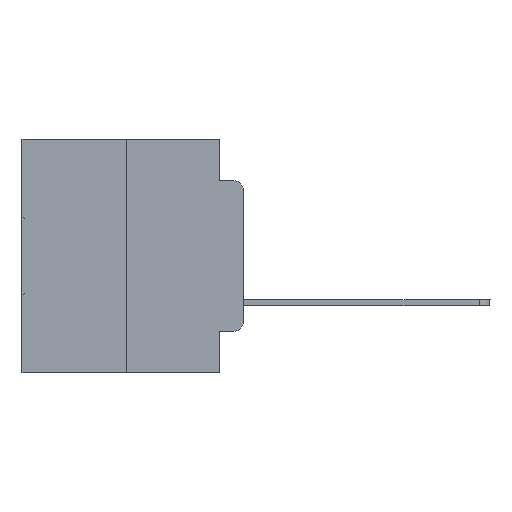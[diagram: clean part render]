
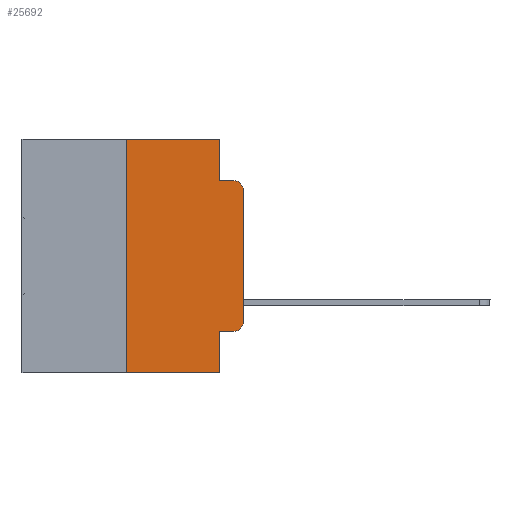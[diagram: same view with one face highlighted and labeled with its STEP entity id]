
A CAD part, left-side view. The second image highlights one B-rep face of the part: STEP entity #25692.
In plain terms, the highlighted planar face has unit normal (-1, 0, 0).
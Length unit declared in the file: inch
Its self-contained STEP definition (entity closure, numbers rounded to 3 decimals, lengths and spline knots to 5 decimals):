
#526 = VECTOR ( 'NONE', #27801, 39.37008 ) ;
#537 = CARTESIAN_POINT ( 'NONE',  ( 0., 0.02, -0.3915 ) ) ;
#961 = DIRECTION ( 'NONE',  ( 0., -1., 0. ) ) ;
#1021 = VERTEX_POINT ( 'NONE', #27718 ) ;
#1231 = CARTESIAN_POINT ( 'NONE',  ( 0., 0.25, 0. ) ) ;
#1272 = DIRECTION ( 'NONE',  ( 0., -1., 0. ) ) ;
#1495 = FACE_OUTER_BOUND ( 'NONE', #3464, .T. ) ;
#1612 = LINE ( 'NONE', #22010, #11983 ) ;
#1857 = LINE ( 'NONE', #15595, #19585 ) ;
#2982 = CARTESIAN_POINT ( 'NONE',  ( 0., 0.02, -0.0885 ) ) ;
#3008 = CARTESIAN_POINT ( 'NONE',  ( 0., 0.02, -0.4115 ) ) ;
#3265 = CARTESIAN_POINT ( 'NONE',  ( 0., 0.051, 0. ) ) ;
#3464 = EDGE_LOOP ( 'NONE', ( #14148, #4288, #10686, #22633, #26164, #19398, #4026, #25896, #22814, #11112 ) ) ;
#3511 = DIRECTION ( 'NONE',  ( 0., 0., 1. ) ) ;
#4026 = ORIENTED_EDGE ( 'NONE', *, *, #5467, .T. ) ;
#4217 = CARTESIAN_POINT ( 'NONE',  ( 0., 0.051, -0.4115 ) ) ;
#4288 = ORIENTED_EDGE ( 'NONE', *, *, #11050, .T. ) ;
#4565 = VECTOR ( 'NONE', #1272, 39.37008 ) ;
#4752 = AXIS2_PLACEMENT_3D ( 'NONE', #27960, #20862, #21073 ) ;
#5467 = EDGE_CURVE ( 'NONE', #30492, #10887, #23733, .T. ) ;
#5849 = EDGE_CURVE ( 'NONE', #8496, #21537, #8648, .T. ) ;
#5963 = CARTESIAN_POINT ( 'NONE',  ( 0., 0., 0. ) ) ;
#7808 = DIRECTION ( 'NONE',  ( 0., 0., -1. ) ) ;
#7996 = DIRECTION ( 'NONE',  ( 0., -1., 0. ) ) ;
#8105 = PLANE ( 'NONE',  #22356 ) ;
#8344 = DIRECTION ( 'NONE',  ( 0., 0., 1. ) ) ;
#8409 = EDGE_CURVE ( 'NONE', #1021, #23231, #13767, .T. ) ;
#8496 = VERTEX_POINT ( 'NONE', #27599 ) ;
#8648 = LINE ( 'NONE', #15466, #4565 ) ;
#10223 = VERTEX_POINT ( 'NONE', #3008 ) ;
#10686 = ORIENTED_EDGE ( 'NONE', *, *, #14229, .F. ) ;
#10887 = VERTEX_POINT ( 'NONE', #27278 ) ;
#11050 = EDGE_CURVE ( 'NONE', #23231, #12842, #19410, .T. ) ;
#11112 = ORIENTED_EDGE ( 'NONE', *, *, #20909, .T. ) ;
#11322 = VERTEX_POINT ( 'NONE', #12534 ) ;
#11983 = VECTOR ( 'NONE', #12381, 39.37008 ) ;
#12381 = DIRECTION ( 'NONE',  ( 0., 0., -1. ) ) ;
#12534 = CARTESIAN_POINT ( 'NONE',  ( 0., 0.051, -0.0885 ) ) ;
#12842 = VERTEX_POINT ( 'NONE', #2982 ) ;
#12891 = DIRECTION ( 'NONE',  ( 0., 0., -1. ) ) ;
#12986 = EDGE_CURVE ( 'NONE', #30492, #8496, #25507, .T. ) ;
#13237 = VECTOR ( 'NONE', #19725, 39.37008 ) ;
#13426 = VECTOR ( 'NONE', #8344, 39.37008 ) ;
#13767 = LINE ( 'NONE', #5963, #13426 ) ;
#14148 = ORIENTED_EDGE ( 'NONE', *, *, #8409, .T. ) ;
#14229 = EDGE_CURVE ( 'NONE', #11322, #12842, #1857, .T. ) ;
#15466 = CARTESIAN_POINT ( 'NONE',  ( 0., 0.473, 0. ) ) ;
#15595 = CARTESIAN_POINT ( 'NONE',  ( 0., 0.051, -0.0885 ) ) ;
#15902 = VERTEX_POINT ( 'NONE', #24079 ) ;
#17180 = DIRECTION ( 'NONE',  ( -1., 0., 0. ) ) ;
#17208 = LINE ( 'NONE', #24144, #13237 ) ;
#17689 = CARTESIAN_POINT ( 'NONE',  ( 0., 0.473, -0.5 ) ) ;
#18722 = EDGE_CURVE ( 'NONE', #15902, #10887, #1612, .T. ) ;
#19398 = ORIENTED_EDGE ( 'NONE', *, *, #12986, .F. ) ;
#19410 = CIRCLE ( 'NONE', #4752, 0.02 ) ;
#19585 = VECTOR ( 'NONE', #961, 39.37008 ) ;
#19725 = DIRECTION ( 'NONE',  ( 0., 0., -1. ) ) ;
#20862 = DIRECTION ( 'NONE',  ( -1., 0., 0. ) ) ;
#20909 = EDGE_CURVE ( 'NONE', #10223, #1021, #28306, .T. ) ;
#21073 = DIRECTION ( 'NONE',  ( 0., 0., -1. ) ) ;
#21537 = VERTEX_POINT ( 'NONE', #3265 ) ;
#22010 = CARTESIAN_POINT ( 'NONE',  ( 0., 0.051, 0. ) ) ;
#22333 = LINE ( 'NONE', #4217, #526 ) ;
#22356 = AXIS2_PLACEMENT_3D ( 'NONE', #28881, #26947, #12891 ) ;
#22633 = ORIENTED_EDGE ( 'NONE', *, *, #28730, .F. ) ;
#22814 = ORIENTED_EDGE ( 'NONE', *, *, #28388, .T. ) ;
#23231 = VERTEX_POINT ( 'NONE', #26266 ) ;
#23733 = LINE ( 'NONE', #17689, #29630 ) ;
#24079 = CARTESIAN_POINT ( 'NONE',  ( 0., 0.051, -0.4115 ) ) ;
#24144 = CARTESIAN_POINT ( 'NONE',  ( 0., 0.051, 0. ) ) ;
#25467 = AXIS2_PLACEMENT_3D ( 'NONE', #537, #17180, #7808 ) ;
#25507 = LINE ( 'NONE', #1231, #30255 ) ;
#25692 = ADVANCED_FACE ( 'NONE', ( #1495 ), #8105, .F. ) ;
#25896 = ORIENTED_EDGE ( 'NONE', *, *, #18722, .F. ) ;
#26164 = ORIENTED_EDGE ( 'NONE', *, *, #5849, .F. ) ;
#26266 = CARTESIAN_POINT ( 'NONE',  ( 0., 0., -0.1085 ) ) ;
#26947 = DIRECTION ( 'NONE',  ( 1., 0., 0. ) ) ;
#27278 = CARTESIAN_POINT ( 'NONE',  ( 0., 0.051, -0.5 ) ) ;
#27599 = CARTESIAN_POINT ( 'NONE',  ( 0., 0.25, 0. ) ) ;
#27718 = CARTESIAN_POINT ( 'NONE',  ( 0., 0., -0.3915 ) ) ;
#27801 = DIRECTION ( 'NONE',  ( 0., -1., 0. ) ) ;
#27960 = CARTESIAN_POINT ( 'NONE',  ( 0., 0.02, -0.1085 ) ) ;
#28306 = CIRCLE ( 'NONE', #25467, 0.02 ) ;
#28388 = EDGE_CURVE ( 'NONE', #15902, #10223, #22333, .T. ) ;
#28730 = EDGE_CURVE ( 'NONE', #21537, #11322, #17208, .T. ) ;
#28881 = CARTESIAN_POINT ( 'NONE',  ( 0., 0.473, 0. ) ) ;
#29229 = CARTESIAN_POINT ( 'NONE',  ( 0., 0.25, -0.5 ) ) ;
#29630 = VECTOR ( 'NONE', #7996, 39.37008 ) ;
#30255 = VECTOR ( 'NONE', #3511, 39.37008 ) ;
#30492 = VERTEX_POINT ( 'NONE', #29229 ) ;
